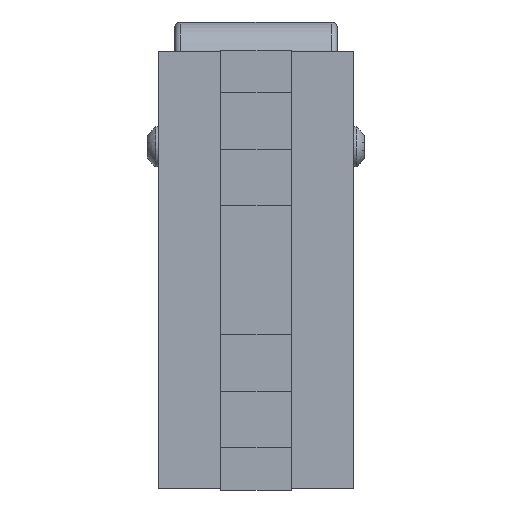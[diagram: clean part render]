
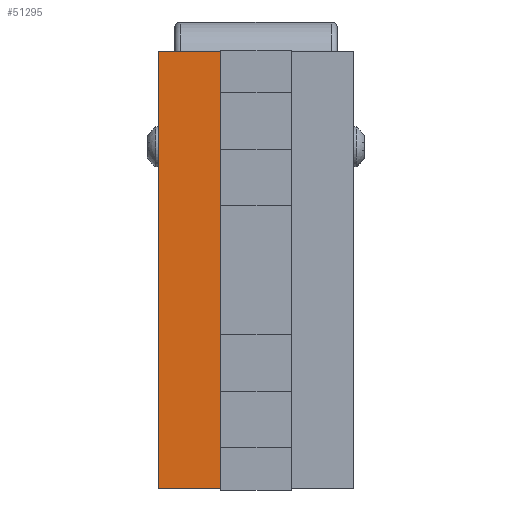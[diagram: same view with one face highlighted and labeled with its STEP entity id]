
A CAD part, front view. The second image highlights one B-rep face of the part: STEP entity #51295.
In plain terms, the highlighted planar face has unit normal (0, -1, 0).
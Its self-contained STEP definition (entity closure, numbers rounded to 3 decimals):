
#1237 = CARTESIAN_POINT ( 'NONE',  ( 31., -69.5, 13.8 ) ) ;
#1409 = EDGE_LOOP ( 'NONE', ( #70209, #47190, #83690, #70631 ) ) ;
#2098 = DIRECTION ( 'NONE',  ( 0., 0., 1. ) ) ;
#2946 = DIRECTION ( 'NONE',  ( 0., 1., 0. ) ) ;
#6158 = VECTOR ( 'NONE', #58074, 1000. ) ;
#7763 = LINE ( 'NONE', #1237, #26179 ) ;
#9429 = CARTESIAN_POINT ( 'NONE',  ( -31., -69.5, 13.8 ) ) ;
#11464 = LINE ( 'NONE', #83531, #84161 ) ;
#11652 = EDGE_CURVE ( 'NONE', #57653, #60243, #17609, .T. ) ;
#11656 = EDGE_CURVE ( 'NONE', #44320, #57653, #77564, .T. ) ;
#14593 = PLANE ( 'NONE',  #36149 ) ;
#16229 = DIRECTION ( 'NONE',  ( 0., 0., -1. ) ) ;
#17609 = LINE ( 'NONE', #50748, #6158 ) ;
#21489 = EDGE_CURVE ( 'NONE', #84491, #60243, #7763, .T. ) ;
#26179 = VECTOR ( 'NONE', #16229, 1000. ) ;
#36149 = AXIS2_PLACEMENT_3D ( 'NONE', #9429, #2946, #2098 ) ;
#44320 = VERTEX_POINT ( 'NONE', #67220 ) ;
#44987 = DIRECTION ( 'NONE',  ( 1., 0., 0. ) ) ;
#45339 = EDGE_CURVE ( 'NONE', #44320, #84491, #11464, .T. ) ;
#47190 = ORIENTED_EDGE ( 'NONE', *, *, #11652, .T. ) ;
#50748 = CARTESIAN_POINT ( 'NONE',  ( -31., -69.5, 5. ) ) ;
#51295 = ADVANCED_FACE ( 'NONE', ( #68531 ), #14593, .F. ) ;
#54265 = VECTOR ( 'NONE', #70272, 1000. ) ;
#57653 = VERTEX_POINT ( 'NONE', #64475 ) ;
#58074 = DIRECTION ( 'NONE',  ( 1., 0., 0. ) ) ;
#58358 = CARTESIAN_POINT ( 'NONE',  ( 31., -69.5, 5. ) ) ;
#60243 = VERTEX_POINT ( 'NONE', #58358 ) ;
#64475 = CARTESIAN_POINT ( 'NONE',  ( -31., -69.5, 5. ) ) ;
#67220 = CARTESIAN_POINT ( 'NONE',  ( -31., -69.5, 13.8 ) ) ;
#68531 = FACE_OUTER_BOUND ( 'NONE', #1409, .T. ) ;
#70209 = ORIENTED_EDGE ( 'NONE', *, *, #11656, .T. ) ;
#70272 = DIRECTION ( 'NONE',  ( 0., 0., -1. ) ) ;
#70631 = ORIENTED_EDGE ( 'NONE', *, *, #45339, .F. ) ;
#74552 = CARTESIAN_POINT ( 'NONE',  ( 31., -69.5, 13.8 ) ) ;
#77564 = LINE ( 'NONE', #84449, #54265 ) ;
#83531 = CARTESIAN_POINT ( 'NONE',  ( -31., -69.5, 13.8 ) ) ;
#83690 = ORIENTED_EDGE ( 'NONE', *, *, #21489, .F. ) ;
#84161 = VECTOR ( 'NONE', #44987, 1000. ) ;
#84449 = CARTESIAN_POINT ( 'NONE',  ( -31., -69.5, 13.8 ) ) ;
#84491 = VERTEX_POINT ( 'NONE', #74552 ) ;
